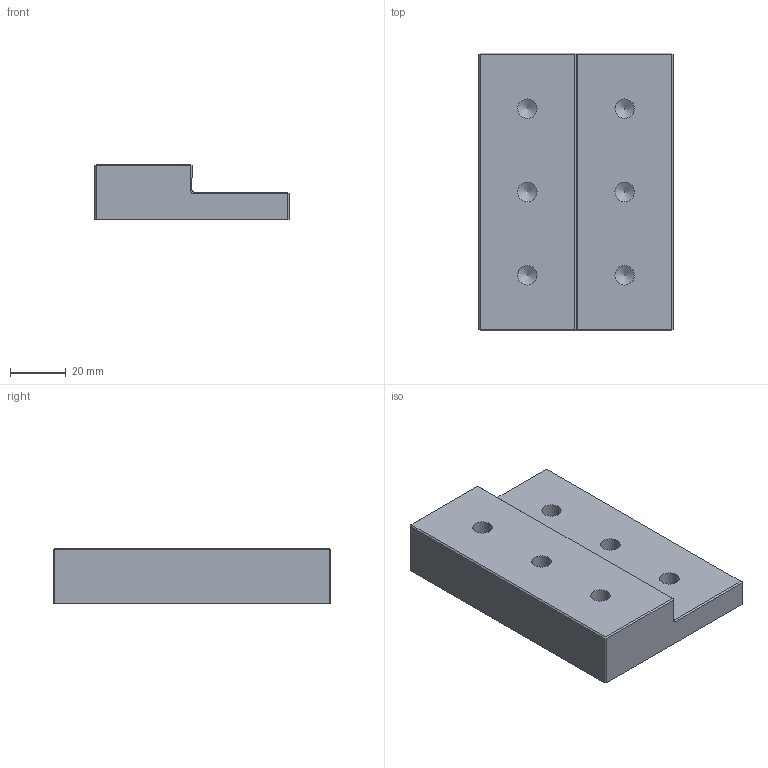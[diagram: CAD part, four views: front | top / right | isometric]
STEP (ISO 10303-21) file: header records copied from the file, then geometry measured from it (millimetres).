
FILE_DESCRIPTION(/* description */ (''),/* implementation_level */ '2;1');
FILE_NAME(/* name */ 'VD-Ständer_01.stp',/* time_stamp */ '2017-05-18T17:27:27+02:00',/* author */ ('Schulze'),/* organization */ (''),/* preprocessor_version */ 'ST-DEVELOPER v16.5',/* originating_system */ 'Autodesk Inventor 2017',/* authorisation */ '');
FILE_SCHEMA (('AUTOMOTIVE_DESIGN { 1 0 10303 214 3 1 1 }'));
Length unit declared in the file: millimetre
Products named in the file (1): VD-Ständer_01
Bounding box: 70 x 100 x 20 mm (x, y, z)
Volume: 102790.9 mm3; surface area: 21261.6 mm2
Topology: 1 solids, 1 shells, 381 faces, 1022 edges, 673 vertices
Faces by surface type: plane 201, bspline 165, cone 8, cylinder 7
Full cylindrical faces by diameter (mm): 7 x6
Entity records: 13076 total; most frequent: CARTESIAN_POINT 4701, ORIENTED_EDGE 2008, DIRECTION 1127, EDGE_CURVE 1004, VERTEX_POINT 667, LINE 655, VECTOR 655, EDGE_LOOP 429
